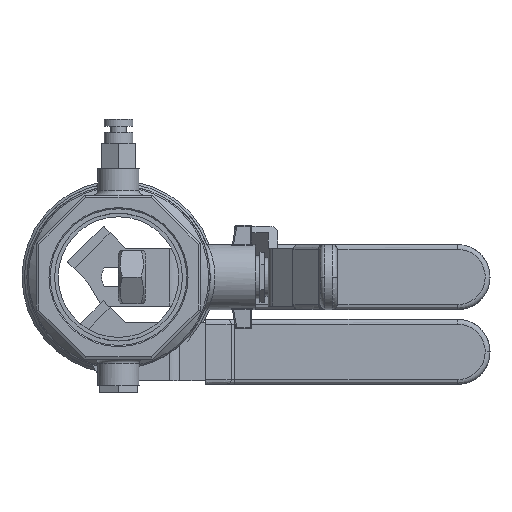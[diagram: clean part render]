
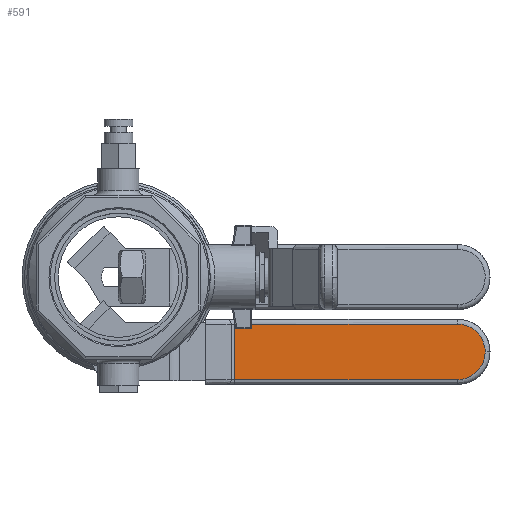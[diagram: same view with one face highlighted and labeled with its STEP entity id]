
A CAD part, front view. The second image highlights one B-rep face of the part: STEP entity #591.
In plain terms, the highlighted planar face has unit normal (0, -1, 0).
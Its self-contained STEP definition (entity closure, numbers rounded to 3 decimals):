
#591 = ADVANCED_FACE( '', ( #1428 ), #1429, .T. );
#1428 = FACE_OUTER_BOUND( '', #3661, .T. );
#1429 = PLANE( '', #3662 );
#3661 = EDGE_LOOP( '', ( #6271, #6272, #6273, #6274, #6275 ) );
#3662 = AXIS2_PLACEMENT_3D( '', #6276, #6277, #6278 );
#6271 = ORIENTED_EDGE( '', *, *, #8811, .T. );
#6272 = ORIENTED_EDGE( '', *, *, #8812, .T. );
#6273 = ORIENTED_EDGE( '', *, *, #8813, .F. );
#6274 = ORIENTED_EDGE( '', *, *, #8814, .F. );
#6275 = ORIENTED_EDGE( '', *, *, #8815, .F. );
#6276 = CARTESIAN_POINT( '', ( 154., 85.75, -31. ) );
#6277 = DIRECTION( '', ( 0., -1., 0. ) );
#6278 = DIRECTION( '', ( -1., 0., 0. ) );
#8811 = EDGE_CURVE( '', #10270, #10271, #10272, .T. );
#8812 = EDGE_CURVE( '', #10271, #10273, #10274, .T. );
#8813 = EDGE_CURVE( '', #10275, #10273, #10276, .T. );
#8814 = EDGE_CURVE( '', #10277, #10275, #10278, .T. );
#8815 = EDGE_CURVE( '', #10270, #10277, #10279, .T. );
#10270 = VERTEX_POINT( '', #13780 );
#10271 = VERTEX_POINT( '', #13781 );
#10272 = LINE( '', #13782, #13783 );
#10273 = VERTEX_POINT( '', #13784 );
#10274 = LINE( '', #13785, #13786 );
#10275 = VERTEX_POINT( '', #13787 );
#10276 = B_SPLINE_CURVE_WITH_KNOTS( '', 3, ( #13788, #13789, #13790, #13791, #13792, #13793, #13794, #13795, #13796, #13797, #13798, #13799, #13800, #13801, #13802, #13803, #13804, #13805, #13806, #13807, #13808, #13809 ), .UNSPECIFIED., .F., .F., ( 4, 2, 2, 2, 2, 2, 2, 2, 2, 2, 4 ), ( 0., 0.283, 0.593, 3.612, 6.69, 9.768, 12.846, 15.923, 18.942, 19.252, 19.533 ), .UNSPECIFIED. );
#10277 = VERTEX_POINT( '', #13810 );
#10278 = B_SPLINE_CURVE_WITH_KNOTS( '', 3, ( #13811, #13812, #13813, #13814, #13815, #13816, #13817, #13818, #13819, #13820, #13821, #13822, #13823, #13824, #13825, #13826, #13827, #13828, #13829, #13830, #13831, #13832 ), .UNSPECIFIED., .F., .F., ( 4, 2, 2, 2, 2, 2, 2, 2, 2, 2, 4 ), ( 0., 0.283, 0.593, 3.612, 6.69, 9.768, 12.846, 15.923, 18.943, 19.252, 19.533 ), .UNSPECIFIED. );
#10279 = LINE( '', #13833, #13834 );
#13780 = CARTESIAN_POINT( '', ( 48.107, 85.75, -19.5 ) );
#13781 = CARTESIAN_POINT( '', ( 48.107, 85.75, -42.5 ) );
#13782 = CARTESIAN_POINT( '', ( 48.107, 85.75, -31. ) );
#13783 = VECTOR( '', #16924, 1000. );
#13784 = CARTESIAN_POINT( '', ( 140.5, 85.75, -42.5 ) );
#13785 = CARTESIAN_POINT( '', ( 94.303, 85.75, -42.5 ) );
#13786 = VECTOR( '', #16925, 1000. );
#13787 = CARTESIAN_POINT( '', ( 152., 85.75, -31. ) );
#13788 = CARTESIAN_POINT( '', ( 152., 85.75, -31. ) );
#13789 = CARTESIAN_POINT( '', ( 152., 85.75, -31.087 ) );
#13790 = CARTESIAN_POINT( '', ( 151.999, 85.75, -31.175 ) );
#13791 = CARTESIAN_POINT( '', ( 151.995, 85.75, -31.358 ) );
#13792 = CARTESIAN_POINT( '', ( 151.991, 85.75, -31.453 ) );
#13793 = CARTESIAN_POINT( '', ( 151.942, 85.75, -32.48 ) );
#13794 = CARTESIAN_POINT( '', ( 151.785, 85.75, -33.402 ) );
#13795 = CARTESIAN_POINT( '', ( 151.246, 85.75, -35.205 ) );
#13796 = CARTESIAN_POINT( '', ( 150.862, 85.75, -36.077 ) );
#13797 = CARTESIAN_POINT( '', ( 149.889, 85.75, -37.709 ) );
#13798 = CARTESIAN_POINT( '', ( 149.303, 85.75, -38.461 ) );
#13799 = CARTESIAN_POINT( '', ( 147.959, 85.75, -39.804 ) );
#13800 = CARTESIAN_POINT( '', ( 147.207, 85.75, -40.39 ) );
#13801 = CARTESIAN_POINT( '', ( 145.575, 85.75, -41.363 ) );
#13802 = CARTESIAN_POINT( '', ( 144.702, 85.75, -41.747 ) );
#13803 = CARTESIAN_POINT( '', ( 142.899, 85.75, -42.285 ) );
#13804 = CARTESIAN_POINT( '', ( 141.977, 85.75, -42.443 ) );
#13805 = CARTESIAN_POINT( '', ( 140.951, 85.75, -42.492 ) );
#13806 = CARTESIAN_POINT( '', ( 140.856, 85.75, -42.495 ) );
#13807 = CARTESIAN_POINT( '', ( 140.674, 85.75, -42.499 ) );
#13808 = CARTESIAN_POINT( '', ( 140.587, 85.75, -42.5 ) );
#13809 = CARTESIAN_POINT( '', ( 140.5, 85.75, -42.5 ) );
#13810 = CARTESIAN_POINT( '', ( 140.5, 85.75, -19.5 ) );
#13811 = CARTESIAN_POINT( '', ( 140.5, 85.75, -19.5 ) );
#13812 = CARTESIAN_POINT( '', ( 140.587, 85.75, -19.5 ) );
#13813 = CARTESIAN_POINT( '', ( 140.675, 85.75, -19.501 ) );
#13814 = CARTESIAN_POINT( '', ( 140.858, 85.75, -19.505 ) );
#13815 = CARTESIAN_POINT( '', ( 140.953, 85.75, -19.509 ) );
#13816 = CARTESIAN_POINT( '', ( 141.98, 85.75, -19.558 ) );
#13817 = CARTESIAN_POINT( '', ( 142.902, 85.75, -19.715 ) );
#13818 = CARTESIAN_POINT( '', ( 144.705, 85.75, -20.254 ) );
#13819 = CARTESIAN_POINT( '', ( 145.577, 85.75, -20.638 ) );
#13820 = CARTESIAN_POINT( '', ( 147.209, 85.75, -21.611 ) );
#13821 = CARTESIAN_POINT( '', ( 147.961, 85.75, -22.197 ) );
#13822 = CARTESIAN_POINT( '', ( 149.304, 85.75, -23.541 ) );
#13823 = CARTESIAN_POINT( '', ( 149.89, 85.75, -24.293 ) );
#13824 = CARTESIAN_POINT( '', ( 150.863, 85.75, -25.925 ) );
#13825 = CARTESIAN_POINT( '', ( 151.247, 85.75, -26.798 ) );
#13826 = CARTESIAN_POINT( '', ( 151.785, 85.75, -28.601 ) );
#13827 = CARTESIAN_POINT( '', ( 151.943, 85.75, -29.523 ) );
#13828 = CARTESIAN_POINT( '', ( 151.992, 85.75, -30.549 ) );
#13829 = CARTESIAN_POINT( '', ( 151.995, 85.75, -30.644 ) );
#13830 = CARTESIAN_POINT( '', ( 151.999, 85.75, -30.826 ) );
#13831 = CARTESIAN_POINT( '', ( 152., 85.75, -30.913 ) );
#13832 = CARTESIAN_POINT( '', ( 152., 85.75, -31. ) );
#13833 = CARTESIAN_POINT( '', ( 93.303, 85.75, -19.5 ) );
#13834 = VECTOR( '', #16926, 1000. );
#16924 = DIRECTION( '', ( 0., 0., -1. ) );
#16925 = DIRECTION( '', ( 1., 0., 0. ) );
#16926 = DIRECTION( '', ( 1., 0., 0. ) );
